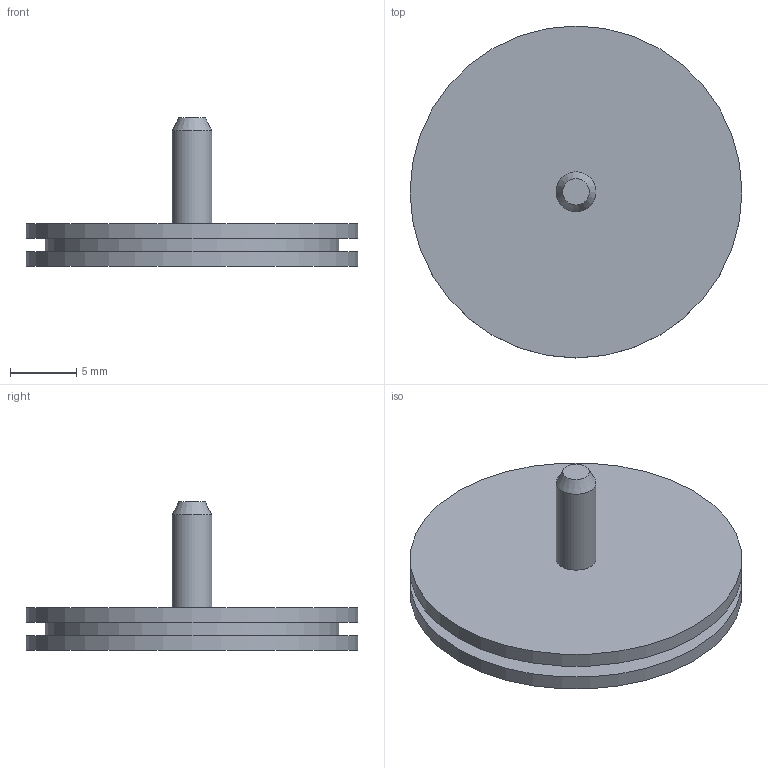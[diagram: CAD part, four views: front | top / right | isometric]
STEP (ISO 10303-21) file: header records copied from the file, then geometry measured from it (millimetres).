
FILE_DESCRIPTION(('FreeCAD Model'),'2;1');
FILE_NAME('Open CASCADE Shape Model','2023-07-12T17:12:24',('Author'),( ''),'Open CASCADE STEP processor 7.6','FreeCAD','Unknown');
FILE_SCHEMA(('AUTOMOTIVE_DESIGN { 1 0 10303 214 1 1 1 1 }'));
Length unit declared in the file: millimetre
Products named in the file (1): SampleHolderLarge01
Bounding box: 25 x 25 x 11.2 mm (x, y, z)
Volume: 1518 mm3; surface area: 1509.3 mm2
Topology: 1 solids, 1 shells, 11 faces, 15 edges, 10 vertices
Faces by surface type: plane 6, cylinder 4, cone 1
Full cylindrical faces by diameter (mm): 3 x1, 22.1 x1, 25 x2
Entity records: 458 total; most frequent: DIRECTION 77, CARTESIAN_POINT 74, ORIENTED_EDGE 30, PCURVE 30, DEFINITIONAL_REPRESENTATION 30, LINE 24, VECTOR 24, AXIS2_PLACEMENT_3D 22
